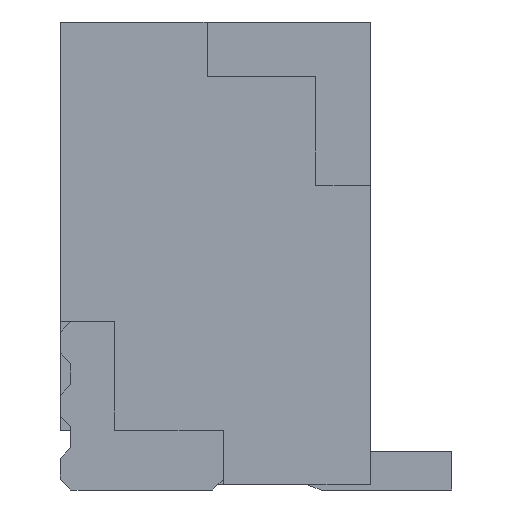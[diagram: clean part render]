
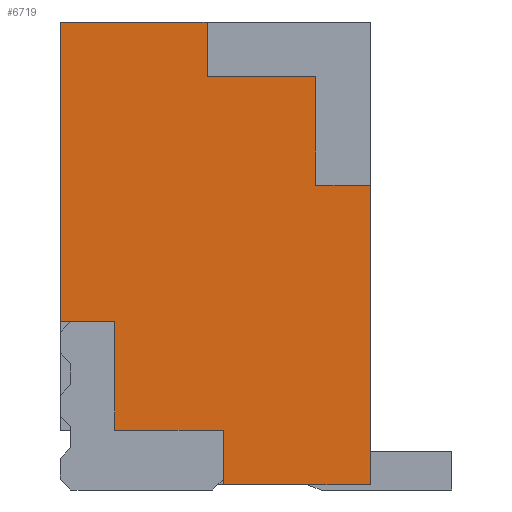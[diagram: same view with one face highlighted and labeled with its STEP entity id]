
A CAD part, left-side view. The second image highlights one B-rep face of the part: STEP entity #6719.
In plain terms, the highlighted planar face has unit normal (-1, 0, 0).
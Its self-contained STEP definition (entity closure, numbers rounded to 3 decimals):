
#247=FACE_OUTER_BOUND('',#604,.T.);
#604=EDGE_LOOP('',(#5259,#5260,#5261,#5262,#5263,#5264,#5265,#5266,#5267,
#5268,#5269,#5270));
#1200=LINE('',#9726,#2120);
#1230=LINE('',#9787,#2150);
#1282=LINE('',#9893,#2202);
#1289=LINE('',#9906,#2209);
#1292=LINE('',#9911,#2212);
#1294=LINE('',#9915,#2214);
#1297=LINE('',#9923,#2217);
#1301=LINE('',#9931,#2221);
#1304=LINE('',#9937,#2224);
#1307=LINE('',#9942,#2227);
#1351=LINE('',#10029,#2271);
#1352=LINE('',#10031,#2272);
#2120=VECTOR('',#7985,2.75);
#2150=VECTOR('',#8033,1.35);
#2202=VECTOR('',#8117,0.5);
#2209=VECTOR('',#8130,0.5);
#2212=VECTOR('',#8135,1.);
#2214=VECTOR('',#8141,1.);
#2217=VECTOR('',#8148,0.5);
#2221=VECTOR('',#8154,1.);
#2224=VECTOR('',#8159,1.);
#2227=VECTOR('',#8164,0.5);
#2271=VECTOR('',#8212,1.35);
#2272=VECTOR('',#8215,2.75);
#2892=VERTEX_POINT('',#9723);
#2893=VERTEX_POINT('',#9725);
#2910=VERTEX_POINT('',#9775);
#2952=VERTEX_POINT('',#9890);
#2953=VERTEX_POINT('',#9892);
#2956=VERTEX_POINT('',#9904);
#2957=VERTEX_POINT('',#9909);
#2959=VERTEX_POINT('',#9921);
#2960=VERTEX_POINT('',#9922);
#2963=VERTEX_POINT('',#9930);
#2965=VERTEX_POINT('',#9936);
#3007=VERTEX_POINT('',#10027);
#3654=EDGE_CURVE('',#2893,#2892,#1200,.T.);
#3684=EDGE_CURVE('',#2910,#2893,#1230,.T.);
#3736=EDGE_CURVE('',#2953,#2952,#1282,.T.);
#3743=EDGE_CURVE('',#2892,#2956,#1289,.T.);
#3746=EDGE_CURVE('',#2956,#2957,#1292,.T.);
#3748=EDGE_CURVE('',#2957,#2953,#1294,.T.);
#3751=EDGE_CURVE('',#2959,#2960,#1297,.T.);
#3755=EDGE_CURVE('',#2960,#2963,#1301,.T.);
#3758=EDGE_CURVE('',#2963,#2965,#1304,.T.);
#3761=EDGE_CURVE('',#2965,#2910,#1307,.T.);
#3805=EDGE_CURVE('',#2952,#3007,#1351,.T.);
#3806=EDGE_CURVE('',#3007,#2959,#1352,.T.);
#5259=ORIENTED_EDGE('',*,*,#3743,.T.);
#5260=ORIENTED_EDGE('',*,*,#3746,.T.);
#5261=ORIENTED_EDGE('',*,*,#3748,.T.);
#5262=ORIENTED_EDGE('',*,*,#3736,.T.);
#5263=ORIENTED_EDGE('',*,*,#3805,.T.);
#5264=ORIENTED_EDGE('',*,*,#3806,.T.);
#5265=ORIENTED_EDGE('',*,*,#3751,.T.);
#5266=ORIENTED_EDGE('',*,*,#3755,.T.);
#5267=ORIENTED_EDGE('',*,*,#3758,.T.);
#5268=ORIENTED_EDGE('',*,*,#3761,.T.);
#5269=ORIENTED_EDGE('',*,*,#3684,.T.);
#5270=ORIENTED_EDGE('',*,*,#3654,.T.);
#6169=PLANE('',#7062);
#6719=ADVANCED_FACE('',(#247),#6169,.T.);
#7062=AXIS2_PLACEMENT_3D('',#10030,#8213,#8214);
#7985=DIRECTION('',(0.,0.,-1.));
#8033=DIRECTION('',(0.,1.,0.));
#8117=DIRECTION('',(0.,0.,-1.));
#8130=DIRECTION('',(0.,-1.,0.));
#8135=DIRECTION('',(0.,0.,-1.));
#8141=DIRECTION('',(0.,-1.,0.));
#8148=DIRECTION('',(0.,1.,0.));
#8154=DIRECTION('',(0.,0.,1.));
#8159=DIRECTION('',(0.,1.,0.));
#8164=DIRECTION('',(0.,0.,1.));
#8212=DIRECTION('',(0.,-1.,0.));
#8213=DIRECTION('center_axis',(-1.,0.,0.));
#8214=DIRECTION('ref_axis',(0.,0.,1.));
#8215=DIRECTION('',(0.,0.,1.));
#9723=CARTESIAN_POINT('',(-5.5,2.9,1.5));
#9725=CARTESIAN_POINT('',(-5.5,2.9,4.25));
#9726=CARTESIAN_POINT('',(-5.5,2.9,4.25));
#9775=CARTESIAN_POINT('',(-5.5,1.55,4.25));
#9787=CARTESIAN_POINT('',(-5.5,0.05,4.25));
#9890=CARTESIAN_POINT('',(-5.5,1.4,0.));
#9892=CARTESIAN_POINT('',(-5.5,1.4,0.5));
#9893=CARTESIAN_POINT('',(-5.5,1.4,0.986));
#9904=CARTESIAN_POINT('',(-5.5,2.4,1.5));
#9906=CARTESIAN_POINT('',(-5.5,1.931,1.5));
#9909=CARTESIAN_POINT('',(-5.5,2.4,0.5));
#9911=CARTESIAN_POINT('',(-5.5,2.4,1.236));
#9915=CARTESIAN_POINT('',(-5.5,1.431,0.5));
#9921=CARTESIAN_POINT('',(-5.5,0.05,2.75));
#9922=CARTESIAN_POINT('',(-5.5,0.55,2.75));
#9923=CARTESIAN_POINT('',(-5.5,1.006,2.75));
#9930=CARTESIAN_POINT('',(-5.5,0.55,3.75));
#9931=CARTESIAN_POINT('',(-5.5,0.55,2.861));
#9936=CARTESIAN_POINT('',(-5.5,1.55,3.75));
#9937=CARTESIAN_POINT('',(-5.5,1.506,3.75));
#9942=CARTESIAN_POINT('',(-5.5,1.55,3.111));
#10027=CARTESIAN_POINT('',(-5.5,0.05,0.));
#10029=CARTESIAN_POINT('',(-5.5,2.4,0.));
#10030=CARTESIAN_POINT('Origin',(-5.5,1.463,1.972));
#10031=CARTESIAN_POINT('',(-5.5,0.05,0.));
